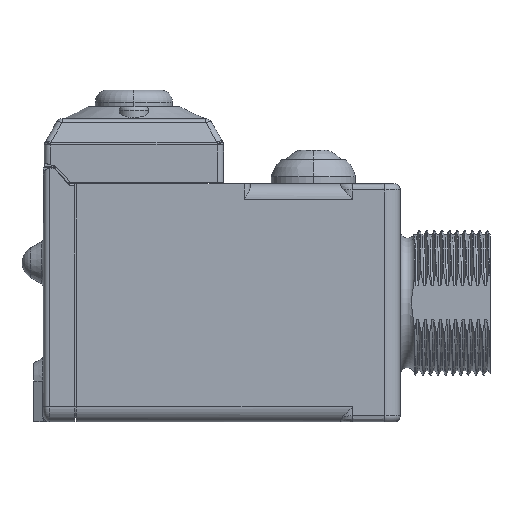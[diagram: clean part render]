
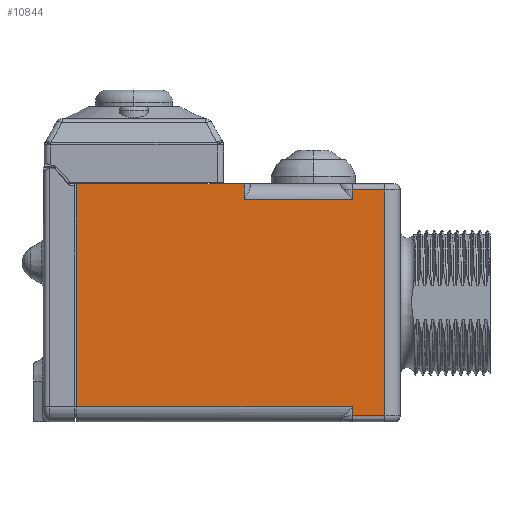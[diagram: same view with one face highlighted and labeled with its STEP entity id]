
A CAD part, left-side view. The second image highlights one B-rep face of the part: STEP entity #10844.
In plain terms, the highlighted planar face has unit normal (-1, 0, 0).
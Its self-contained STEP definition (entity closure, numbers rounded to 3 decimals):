
#670=DIRECTION('',(0.,1.,0.));
#671=VECTOR('',#670,34.84);
#672=CARTESIAN_POINT('',(-22.225,32.39,24.725));
#673=LINE('',#672,#671);
#950=DIRECTION('',(0.,0.,1.));
#951=VECTOR('',#950,46.27);
#952=CARTESIAN_POINT('',(-22.225,67.23,-21.545));
#953=LINE('',#952,#951);
#954=DIRECTION('',(0.,0.,1.));
#955=VECTOR('',#954,3.18);
#956=CARTESIAN_POINT('',(-22.225,32.39,21.545));
#957=LINE('',#956,#955);
#958=DIRECTION('',(0.,0.,-1.));
#959=VECTOR('',#958,1.91);
#960=CARTESIAN_POINT('',(-22.225,9.91,23.455));
#961=LINE('',#960,#959);
#962=CARTESIAN_POINT('',(-22.225,9.91,23.455));
#963=CARTESIAN_POINT('',(-22.225,9.707,23.454));
#964=CARTESIAN_POINT('',(-22.225,9.283,23.456));
#965=CARTESIAN_POINT('',(-22.225,8.588,23.455));
#966=CARTESIAN_POINT('',(-22.225,7.842,23.455));
#967=CARTESIAN_POINT('',(-22.225,7.04,23.455));
#968=CARTESIAN_POINT('',(-22.225,6.178,23.455));
#969=CARTESIAN_POINT('',(-22.225,5.253,23.455));
#970=CARTESIAN_POINT('',(-22.225,4.26,23.455));
#971=CARTESIAN_POINT('',(-22.225,3.548,23.455));
#972=CARTESIAN_POINT('',(-22.225,3.18,23.455));
#974=DIRECTION('',(0.,0.,-1.));
#975=VECTOR('',#974,46.91);
#976=CARTESIAN_POINT('',(-22.225,3.18,23.455));
#977=LINE('',#976,#975);
#978=CARTESIAN_POINT('',(-22.225,3.18,-23.455));
#979=CARTESIAN_POINT('',(-22.225,3.548,-23.455));
#980=CARTESIAN_POINT('',(-22.225,4.26,-23.455));
#981=CARTESIAN_POINT('',(-22.225,5.252,-23.455));
#982=CARTESIAN_POINT('',(-22.225,6.177,-23.455));
#983=CARTESIAN_POINT('',(-22.225,7.038,-23.455));
#984=CARTESIAN_POINT('',(-22.225,7.84,-23.455));
#985=CARTESIAN_POINT('',(-22.225,8.587,-23.455));
#986=CARTESIAN_POINT('',(-22.225,9.28,-23.456));
#987=CARTESIAN_POINT('',(-22.225,9.706,-23.453));
#988=CARTESIAN_POINT('',(-22.225,9.91,-23.455));
#990=DIRECTION('',(0.,0.,-1.));
#991=VECTOR('',#990,1.91);
#992=CARTESIAN_POINT('',(-22.225,9.91,-21.545));
#993=LINE('',#992,#991);
#5666=DIRECTION('',(0.,-1.,0.));
#5667=VECTOR('',#5666,57.32);
#5668=CARTESIAN_POINT('',(-22.225,67.23,-21.545));
#5669=LINE('',#5668,#5667);
#5681=CARTESIAN_POINT('',(-22.225,9.91,-21.545));
#5750=DIRECTION('',(0.,1.,0.));
#5751=VECTOR('',#5750,22.48);
#5752=CARTESIAN_POINT('',(-22.225,9.91,21.545));
#5753=LINE('',#5752,#5751);
#9114=CARTESIAN_POINT('',(-22.225,67.23,-21.545));
#9115=CARTESIAN_POINT('',(-22.225,67.23,24.725));
#9116=VERTEX_POINT('',#9114);
#9117=VERTEX_POINT('',#9115);
#9234=CARTESIAN_POINT('',(-22.225,3.18,23.455));
#9235=VERTEX_POINT('',#9234);
#9237=VERTEX_POINT('',#962);
#9240=VERTEX_POINT('',#978);
#9241=VERTEX_POINT('',#988);
#9260=CARTESIAN_POINT('',(-22.225,9.91,21.545));
#9261=VERTEX_POINT('',#9260);
#9267=VERTEX_POINT('',#5681);
#9328=CARTESIAN_POINT('',(-22.225,32.39,24.725));
#9330=VERTEX_POINT('',#9328);
#9334=CARTESIAN_POINT('',(-22.225,32.39,21.545));
#9335=VERTEX_POINT('',#9334);
#10819=CARTESIAN_POINT('',(-22.225,0.,-24.725));
#10820=DIRECTION('',(-1.,0.,0.));
#10821=DIRECTION('',(0.,0.,1.));
#10822=AXIS2_PLACEMENT_3D('',#10819,#10820,#10821);
#10823=PLANE('',#10822);
#10824=ORIENTED_EDGE('',*,*,#10796,.T.);
#10825=ORIENTED_EDGE('',*,*,#10592,.F.);
#10827=ORIENTED_EDGE('',*,*,#10826,.F.);
#10829=ORIENTED_EDGE('',*,*,#10828,.F.);
#10831=ORIENTED_EDGE('',*,*,#10830,.F.);
#10833=ORIENTED_EDGE('',*,*,#10832,.T.);
#10835=ORIENTED_EDGE('',*,*,#10834,.T.);
#10837=ORIENTED_EDGE('',*,*,#10836,.T.);
#10839=ORIENTED_EDGE('',*,*,#10838,.F.);
#10841=ORIENTED_EDGE('',*,*,#10840,.F.);
#10842=EDGE_LOOP('',(#10824,#10825,#10827,#10829,#10831,#10833,#10835,#10837,
#10839,#10841));
#10843=FACE_OUTER_BOUND('',#10842,.F.);
#10844=ADVANCED_FACE('',(#10843),#10823,.T.);
#973=B_SPLINE_CURVE_WITH_KNOTS('',3,(#962,#963,#964,#965,#966,#967,#968,#969,
#970,#971,#972),.UNSPECIFIED.,.F.,.F.,(4,1,1,1,1,1,1,1,4),(0.,0.125,0.25,
0.375,0.5,0.625,0.75,0.875,1.),.UNSPECIFIED.);
#989=B_SPLINE_CURVE_WITH_KNOTS('',3,(#978,#979,#980,#981,#982,#983,#984,#985,
#986,#987,#988),.UNSPECIFIED.,.F.,.F.,(4,1,1,1,1,1,1,1,4),(0.,0.125,0.25,
0.375,0.5,0.625,0.75,0.875,1.),.UNSPECIFIED.);
#10592=EDGE_CURVE('',#9330,#9117,#673,.T.);
#10796=EDGE_CURVE('',#9116,#9117,#953,.T.);
#10826=EDGE_CURVE('',#9335,#9330,#957,.T.);
#10828=EDGE_CURVE('',#9261,#9335,#5753,.T.);
#10830=EDGE_CURVE('',#9237,#9261,#961,.T.);
#10832=EDGE_CURVE('',#9237,#9235,#973,.T.);
#10834=EDGE_CURVE('',#9235,#9240,#977,.T.);
#10836=EDGE_CURVE('',#9240,#9241,#989,.T.);
#10838=EDGE_CURVE('',#9267,#9241,#993,.T.);
#10840=EDGE_CURVE('',#9116,#9267,#5669,.T.);
